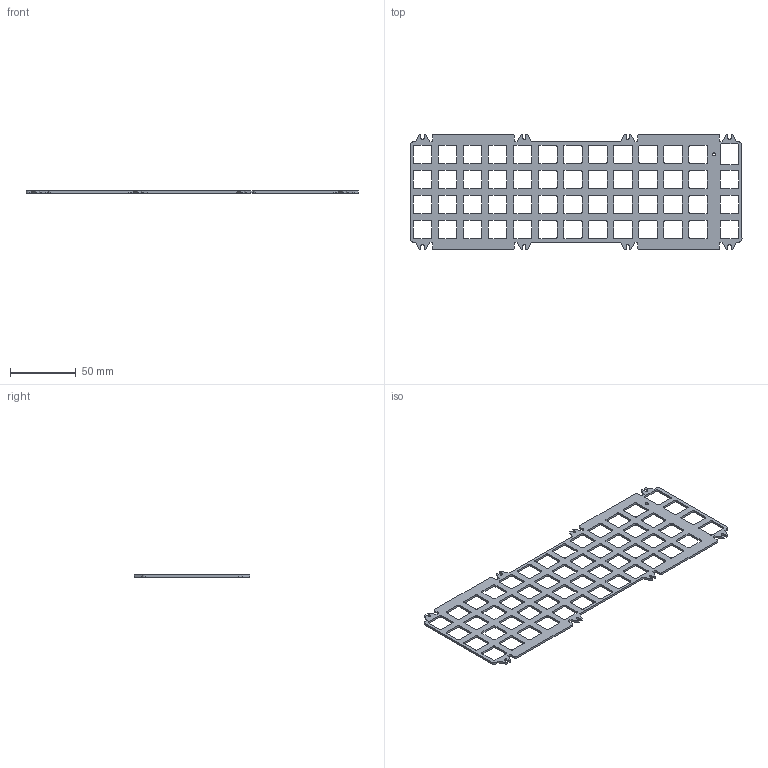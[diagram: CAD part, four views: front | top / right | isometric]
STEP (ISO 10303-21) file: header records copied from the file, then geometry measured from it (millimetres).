
FILE_DESCRIPTION(('KiCad electronic assembly'),'2;1');
FILE_NAME('lucy_plate_hs.step','2022-04-17T18:42:00',('Pcbnew'),('Kicad' ),'Open CASCADE STEP processor 7.6','KiCad to STEP converter', 'Unknown');
FILE_SCHEMA(('AUTOMOTIVE_DESIGN { 1 0 10303 214 1 1 1 1 }'));
Length unit declared in the file: millimetre
Products named in the file (2): lucy_plate_hs 1; _autosave-plate PCB
Assembly tree (1 placements, depth 2):
  lucy_plate_hs 1
    _autosave-plate PCB
Bounding box: 252.41 x 88.11 x 1.6 mm (x, y, z)
Volume: 17281.8 mm3; surface area: 27421.6 mm2
Topology: 1 solids, 1 shells, 555 faces, 1659 edges, 1106 vertices
Faces by surface type: plane 286, cylinder 269
Full cylindrical faces by diameter (mm): 2.2 x1
Entity records: 42251 total; most frequent: CARTESIAN_POINT 9868, DIRECTION 6091, LINE 3901, VECTOR 3901, ORIENTED_EDGE 3318, PCURVE 3318, DEFINITIONAL_REPRESENTATION 3318, EDGE_CURVE 1659
